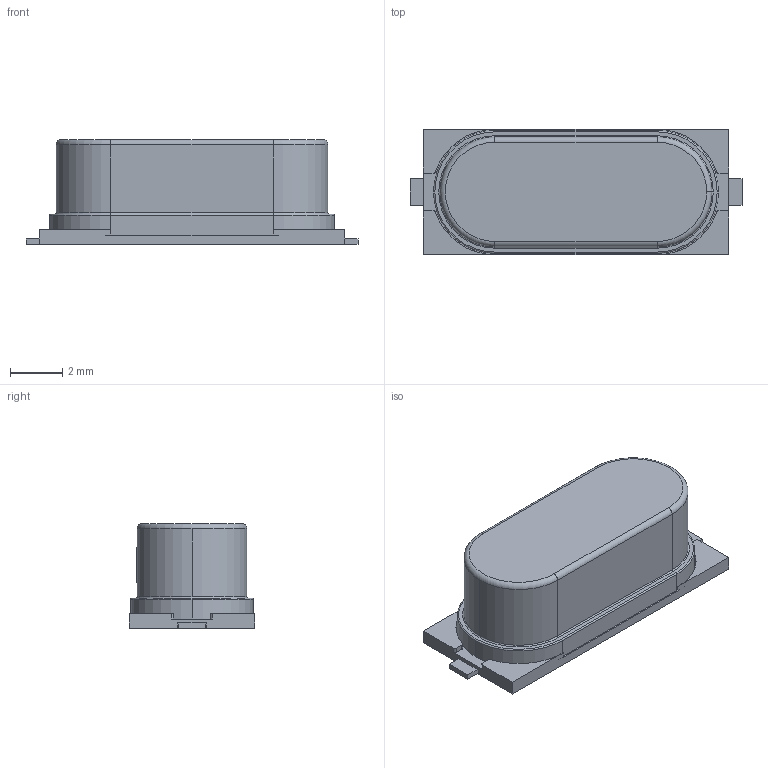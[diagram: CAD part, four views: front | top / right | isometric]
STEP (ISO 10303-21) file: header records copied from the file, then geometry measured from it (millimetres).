
FILE_DESCRIPTION (( 'STEP AP214' ), '1' );
FILE_NAME ('CRYSTAL-SMD_L11.7-W4.8-LS12.7.step', '2022-06-20T11:04:50', ( '' ), ( '' ), 'SwSTEP 2.0', 'SolidWorks 2020', '' );
FILE_SCHEMA (( 'AUTOMOTIVE_DESIGN' ));
Length unit declared in the file: millimetre
Products named in the file (1): CRYSTAL-SMD_L11.7-W4.8-LS12.7
Bounding box: 12.7 x 4.8 x 4.01 mm (x, y, z)
Volume: 171.9 mm3; surface area: 231.8 mm2
Topology: 1 solids, 1 shells, 356 faces, 962 edges, 636 vertices
Faces by surface type: plane 211, bspline 112, cylinder 24, torus 9
Entity records: 16243 total; most frequent: CARTESIAN_POINT 4059, ORIENTED_EDGE 1924, DIRECTION 1287, EDGE_CURVE 962, VECTOR 671, LINE 671, VERTEX_POINT 636, EDGE_LOOP 384
